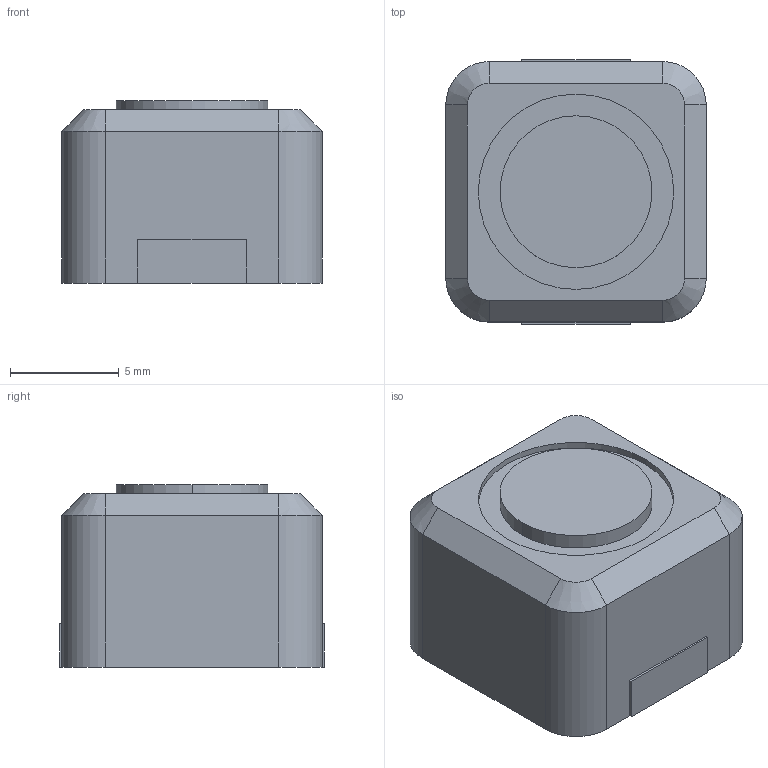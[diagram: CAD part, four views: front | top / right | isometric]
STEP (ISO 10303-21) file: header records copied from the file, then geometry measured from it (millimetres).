
FILE_DESCRIPTION (( 'STEP AP203' ), '1' );
FILE_NAME ('User Library-CDRH127.STEP', '2014-12-25T12:49:59', ( 'Windows User' ), ( '' ), 'SwSTEP 2.0', 'SolidWorks 2015', '' );
FILE_SCHEMA (( 'CONFIG_CONTROL_DESIGN' ));
Length unit declared in the file: millimetre
Products named in the file (1): User Library-CDRH127
Bounding box: 12 x 12.2 x 8.4 mm (x, y, z)
Volume: 1113.1 mm3; surface area: 636.9 mm2
Topology: 1 solids, 1 shells, 32 faces, 76 edges, 48 vertices
Faces by surface type: plane 20, cylinder 8, cone 4
Entity records: 993 total; most frequent: DIRECTION 162, CARTESIAN_POINT 157, ORIENTED_EDGE 152, EDGE_CURVE 76, VECTOR 56, LINE 56, AXIS2_PLACEMENT_3D 53, VERTEX_POINT 48
